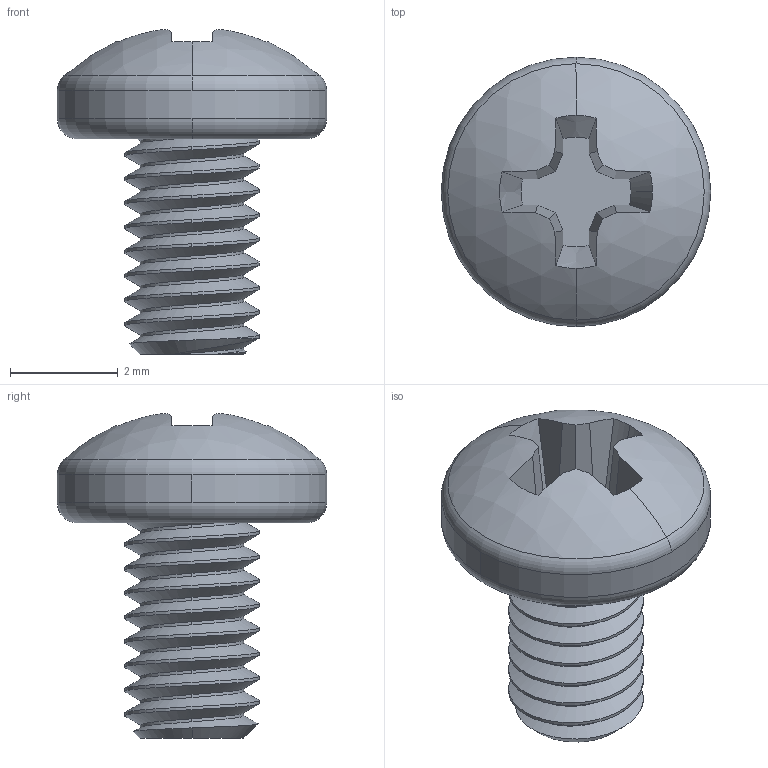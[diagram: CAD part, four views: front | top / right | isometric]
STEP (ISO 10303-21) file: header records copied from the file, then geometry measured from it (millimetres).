
FILE_DESCRIPTION (( 'STEP AP203' ), '1' );
FILE_NAME ('92000A102.step', '2012-05-30T18:28:10', ( 'Admin' ), ( 'Microsoft' ), 'SwSTEP 2.0', 'SolidWorks 2012', '' );
FILE_SCHEMA (( 'CONFIG_CONTROL_DESIGN' ));
Length unit declared in the file: millimetre
Products named in the file (1): 92000A102
Bounding box: 5 x 5 x 6.03 mm (x, y, z)
Volume: 41.4 mm3; surface area: 115.5 mm2
Topology: 1 solids, 1 shells, 83 faces, 236 edges, 156 vertices
Faces by surface type: cylinder 47, plane 19, cone 8, torus 4, bspline 3, sphere 2
Entity records: 3573 total; most frequent: CARTESIAN_POINT 1596, ORIENTED_EDGE 472, DIRECTION 345, EDGE_CURVE 236, VERTEX_POINT 156, AXIS2_PLACEMENT_3D 134, EDGE_LOOP 84, ADVANCED_FACE 83
